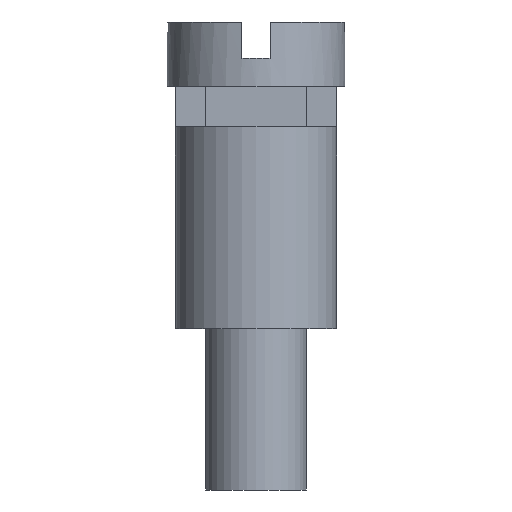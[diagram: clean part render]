
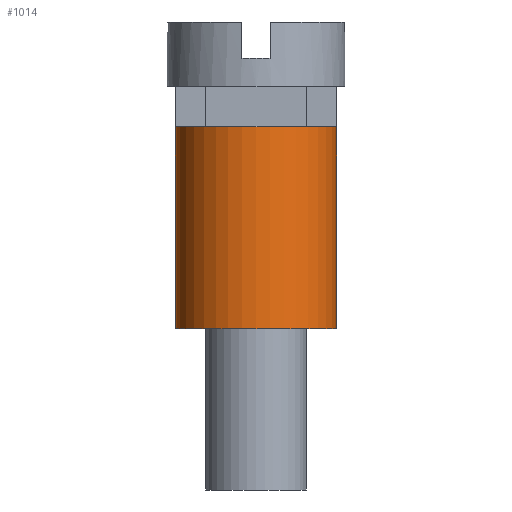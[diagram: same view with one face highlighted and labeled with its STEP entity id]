
A CAD part, left-side view. The second image highlights one B-rep face of the part: STEP entity #1014.
In plain terms, the highlighted cylindrical face has radius 2 mm (diameter 4 mm), a full revolution.
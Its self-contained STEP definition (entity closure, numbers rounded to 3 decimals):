
#1014=ADVANCED_FACE('',(#1698),#1552,.T.);
#1552=CYLINDRICAL_SURFACE('',#9691,2.);
#1698=FACE_OUTER_BOUND('',#2166,.T.);
#2166=EDGE_LOOP('',(#4685,#4686,#4687,#4688));
#2830=LINE('',#13349,#3742);
#3742=VECTOR('',#10631,1.);
#4685=ORIENTED_EDGE('',*,*,#8056,.F.);
#4686=ORIENTED_EDGE('',*,*,#8057,.T.);
#4687=ORIENTED_EDGE('',*,*,#8058,.T.);
#4688=ORIENTED_EDGE('',*,*,#8057,.F.);
#7201=VERTEX_POINT('',#13348);
#7202=VERTEX_POINT('',#13350);
#8056=EDGE_CURVE('',#7201,#7201,#9317,.T.);
#8057=EDGE_CURVE('',#7201,#7202,#2830,.T.);
#8058=EDGE_CURVE('',#7202,#7202,#9318,.T.);
#9317=CIRCLE('',#9689,2.);
#9318=CIRCLE('',#9690,2.);
#9689=AXIS2_PLACEMENT_3D('',#13347,#10629,#10630);
#9690=AXIS2_PLACEMENT_3D('',#13351,#10632,#10633);
#9691=AXIS2_PLACEMENT_3D('',#13352,#10634,#10635);
#10629=DIRECTION('',(0.,0.,1.));
#10630=DIRECTION('',(1.,0.,0.));
#10631=DIRECTION('',(0.,0.,-1.));
#10632=DIRECTION('',(0.,0.,1.));
#10633=DIRECTION('',(1.,0.,0.));
#10634=DIRECTION('',(0.,0.,-1.));
#10635=DIRECTION('',(1.,0.,0.));
#13347=CARTESIAN_POINT('',(0.,0.,0.));
#13348=CARTESIAN_POINT('',(2.,0.,0.));
#13349=CARTESIAN_POINT('',(2.,0.,-2.5));
#13350=CARTESIAN_POINT('',(2.,0.,-5.));
#13351=CARTESIAN_POINT('',(0.,0.,-5.));
#13352=CARTESIAN_POINT('',(0.,0.,0.));
